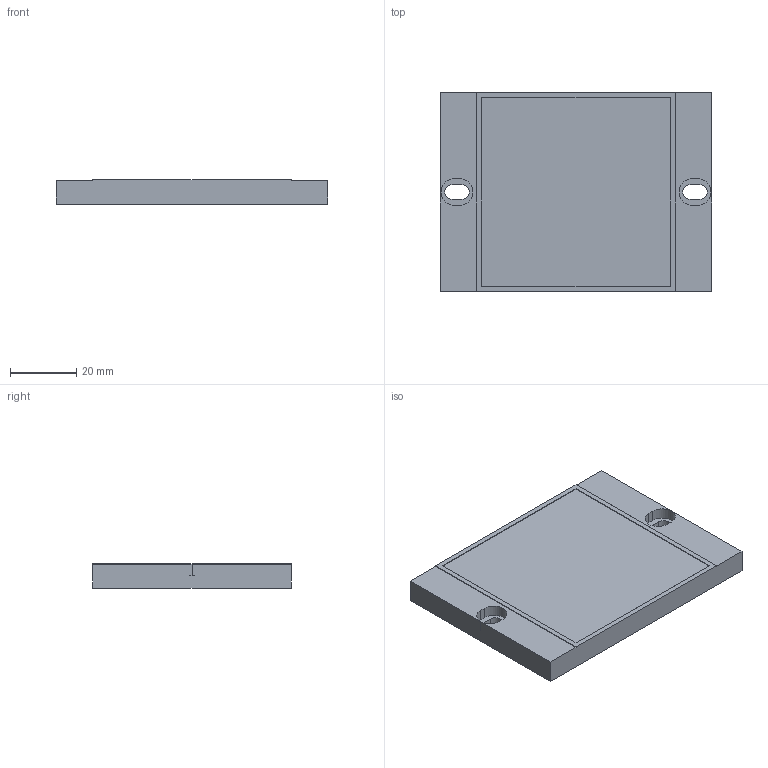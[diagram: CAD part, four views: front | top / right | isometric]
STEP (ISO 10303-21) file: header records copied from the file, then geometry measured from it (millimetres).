
FILE_DESCRIPTION (( 'STEP AP214' ), '1' );
FILE_NAME ('RL-201-1.step', '2018-04-12T21:01:57', ( '' ), ( '' ), 'SwSTEP 2.0', 'SolidWorks 2017', '' );
FILE_SCHEMA (( 'AUTOMOTIVE_DESIGN' ));
Length unit declared in the file: inch
Products named in the file (1): RL-201-1
Bounding box: 82 x 60 x 7.4 mm (x, y, z)
Volume: 34849.5 mm3; surface area: 12208.1 mm2
Topology: 1 solids, 1 shells, 37 faces, 96 edges, 64 vertices
Faces by surface type: plane 25, cylinder 12
Entity records: 1182 total; most frequent: CARTESIAN_POINT 198, DIRECTION 196, ORIENTED_EDGE 192, EDGE_CURVE 96, VECTOR 72, LINE 72, VERTEX_POINT 64, AXIS2_PLACEMENT_3D 62
